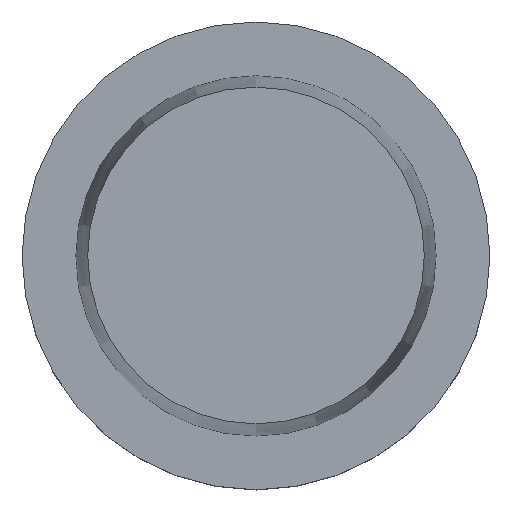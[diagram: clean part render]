
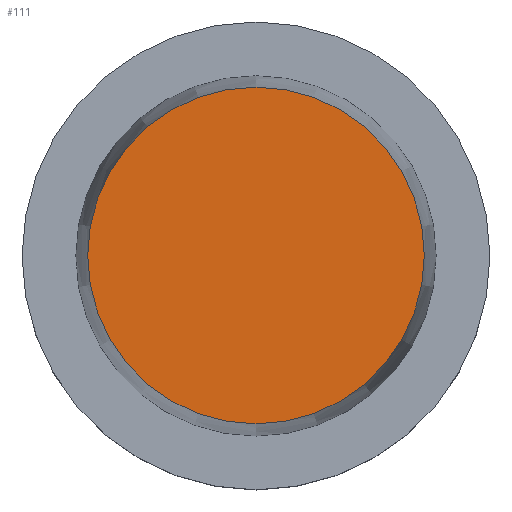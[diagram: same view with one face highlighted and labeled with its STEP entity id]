
A CAD part, top view. The second image highlights one B-rep face of the part: STEP entity #111.
In plain terms, the highlighted planar face has unit normal (0, 0, 1).
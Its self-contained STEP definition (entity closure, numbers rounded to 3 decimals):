
#86=EDGE_CURVE('Unnamed[1]',#207,#207,#208,.T.);
#111=ADVANCED_FACE('Unnamed[1]',(#245),#246,.T.);
#207=VERTEX_POINT('',#365);
#208=CIRCLE('',#366,44.978);
#245=FACE_OUTER_BOUND('',#413,.T.);
#246=PLANE('',#414);
#365=CARTESIAN_POINT('',(0.,44.978,63.));
#366=AXIS2_PLACEMENT_3D('',#535,#536,#537);
#413=EDGE_LOOP('',(#577));
#414=AXIS2_PLACEMENT_3D('',#578,#579,#580);
#535=CARTESIAN_POINT('',(0.,0.,63.));
#536=DIRECTION('',(0.,0.,-1.0));
#537=DIRECTION('',(0.,1.0,0.));
#577=ORIENTED_EDGE('',*,*,#86,.F.);
#578=CARTESIAN_POINT('',(0.,22.489,63.));
#579=DIRECTION('',(0.,0.,1.0));
#580=DIRECTION('',(0.,-1.0,0.));
